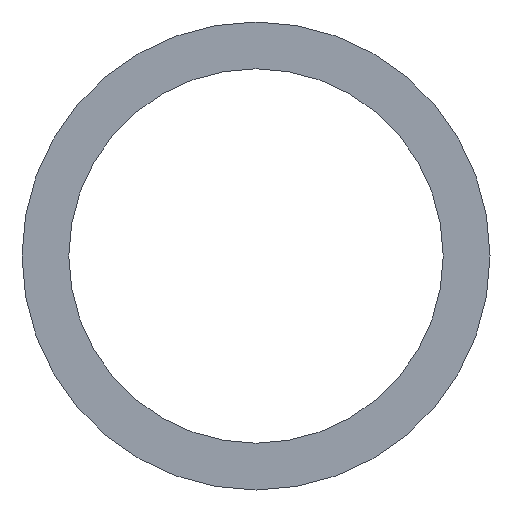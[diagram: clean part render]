
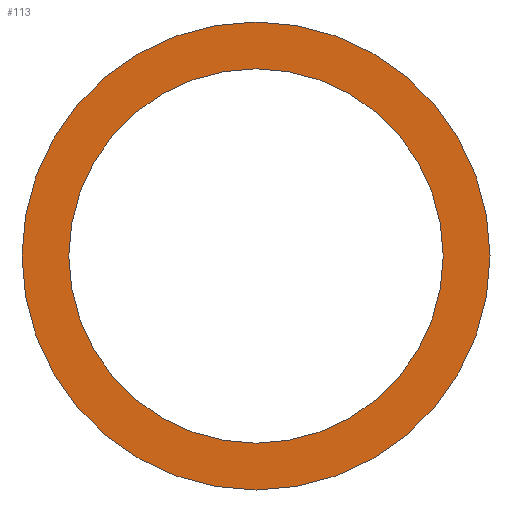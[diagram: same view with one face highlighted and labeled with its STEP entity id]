
A CAD part, front view. The second image highlights one B-rep face of the part: STEP entity #113.
In plain terms, the highlighted planar face has unit normal (0, -1, 0).
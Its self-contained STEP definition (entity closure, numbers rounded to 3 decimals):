
#3 = CARTESIAN_POINT ( 'NONE',  ( 0., -120., 0. ) ) ;
#5 = CIRCLE ( 'NONE', #38, 5. ) ;
#9 = CARTESIAN_POINT ( 'NONE',  ( 0., -120., -4. ) ) ;
#15 = EDGE_CURVE ( 'NONE', #152, #94, #155, .T. ) ;
#24 = ORIENTED_EDGE ( 'NONE', *, *, #51, .F. ) ;
#27 = DIRECTION ( 'NONE',  ( 0., 0., 1. ) ) ;
#28 = DIRECTION ( 'NONE',  ( 0., 1., 0. ) ) ;
#38 = AXIS2_PLACEMENT_3D ( 'NONE', #156, #42, #27 ) ;
#39 = CARTESIAN_POINT ( 'NONE',  ( 0., -120., 4. ) ) ;
#40 = CARTESIAN_POINT ( 'NONE',  ( 0., -120., 5. ) ) ;
#42 = DIRECTION ( 'NONE',  ( 0., 1., 0. ) ) ;
#45 = EDGE_CURVE ( 'NONE', #97, #111, #5, .T. ) ;
#51 = EDGE_CURVE ( 'NONE', #111, #97, #68, .T. ) ;
#56 = DIRECTION ( 'NONE',  ( 0., 0., 1. ) ) ;
#68 = CIRCLE ( 'NONE', #99, 5. ) ;
#72 = EDGE_LOOP ( 'NONE', ( #225, #24 ) ) ;
#77 = EDGE_LOOP ( 'NONE', ( #108, #206 ) ) ;
#94 = VERTEX_POINT ( 'NONE', #39 ) ;
#96 = CARTESIAN_POINT ( 'NONE',  ( 0., -120., -5. ) ) ;
#97 = VERTEX_POINT ( 'NONE', #96 ) ;
#98 = CARTESIAN_POINT ( 'NONE',  ( 0., -120., 0. ) ) ;
#99 = AXIS2_PLACEMENT_3D ( 'NONE', #119, #209, #214 ) ;
#103 = DIRECTION ( 'NONE',  ( 0., 0., 1. ) ) ;
#108 = ORIENTED_EDGE ( 'NONE', *, *, #15, .T. ) ;
#111 = VERTEX_POINT ( 'NONE', #40 ) ;
#113 = ADVANCED_FACE ( 'NONE', ( #135, #115 ), #174, .F. ) ;
#115 = FACE_BOUND ( 'NONE', #77, .T. ) ;
#119 = CARTESIAN_POINT ( 'NONE',  ( 0., -120., 0. ) ) ;
#125 = DIRECTION ( 'NONE',  ( 0., 0., 1. ) ) ;
#135 = FACE_OUTER_BOUND ( 'NONE', #72, .T. ) ;
#150 = AXIS2_PLACEMENT_3D ( 'NONE', #221, #218, #103 ) ;
#152 = VERTEX_POINT ( 'NONE', #9 ) ;
#154 = DIRECTION ( 'NONE',  ( 0., 1., 0. ) ) ;
#155 = CIRCLE ( 'NONE', #188, 4. ) ;
#156 = CARTESIAN_POINT ( 'NONE',  ( 0., -120., 0. ) ) ;
#158 = AXIS2_PLACEMENT_3D ( 'NONE', #3, #154, #125 ) ;
#174 = PLANE ( 'NONE',  #158 ) ;
#179 = CIRCLE ( 'NONE', #150, 4. ) ;
#188 = AXIS2_PLACEMENT_3D ( 'NONE', #98, #28, #56 ) ;
#206 = ORIENTED_EDGE ( 'NONE', *, *, #245, .T. ) ;
#209 = DIRECTION ( 'NONE',  ( 0., 1., 0. ) ) ;
#214 = DIRECTION ( 'NONE',  ( 0., 0., 1. ) ) ;
#218 = DIRECTION ( 'NONE',  ( 0., 1., 0. ) ) ;
#221 = CARTESIAN_POINT ( 'NONE',  ( 0., -120., 0. ) ) ;
#225 = ORIENTED_EDGE ( 'NONE', *, *, #45, .F. ) ;
#245 = EDGE_CURVE ( 'NONE', #94, #152, #179, .T. ) ;
